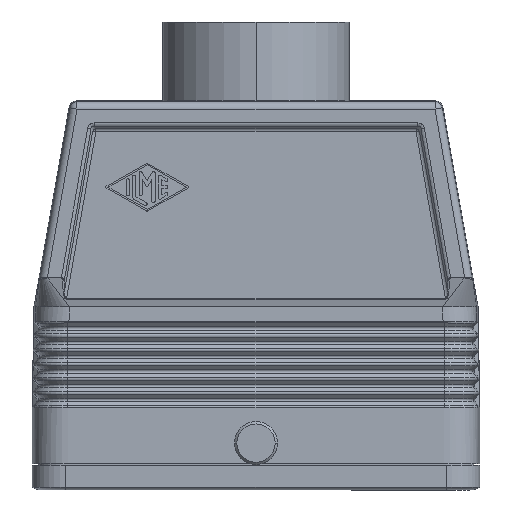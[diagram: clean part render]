
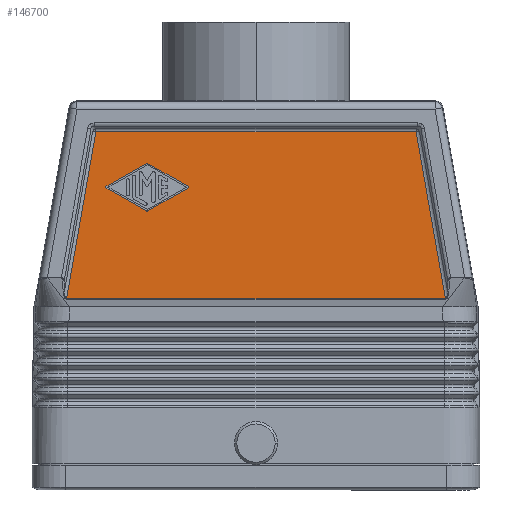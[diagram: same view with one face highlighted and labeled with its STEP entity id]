
A CAD part, left-side view. The second image highlights one B-rep face of the part: STEP entity #146700.
In plain terms, the highlighted planar face has unit normal (-1, 0, 0).
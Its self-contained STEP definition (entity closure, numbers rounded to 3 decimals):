
#86950=CARTESIAN_POINT('',(374.083,-12.317,
48.893));
#86960=DIRECTION('',(1.,0.,0.));
#86970=DIRECTION('',(0.,1.,0.));
#86980=AXIS2_PLACEMENT_3D('',#86950,#86960,#86970);
#86990=PLANE('',#86980);
#139730=CARTESIAN_POINT('',(374.083,56.725,
34.925));
#139740=VERTEX_POINT('',#139730);
#139770=CARTESIAN_POINT('',(374.083,-2.633,
34.925));
#139780=DIRECTION('',(0.,-1.,0.));
#139790=VECTOR('',#139780,1.);
#139800=LINE('',#139770,#139790);
#139810=CARTESIAN_POINT('',(374.083,-22.413,
34.925));
#139820=VERTEX_POINT('',#139810);
#139830=EDGE_CURVE('',#139740,#139820,#139800,.T.);
#143970=CARTESIAN_POINT('',(374.083,-16.265,
69.818));
#143980=VERTEX_POINT('',#143970);
#144030=CARTESIAN_POINT('',(374.083,44.373,
69.818));
#144040=DIRECTION('',(0.,1.,0.));
#144050=VECTOR('',#144040,1.);
#144060=LINE('',#144030,#144050);
#144070=CARTESIAN_POINT('',(374.083,50.578,
69.818));
#144080=VERTEX_POINT('',#144070);
#144090=EDGE_CURVE('',#143980,#144080,#144060,.T.);
#145220=CARTESIAN_POINT('',(374.083,-26.411,
12.233));
#145230=DIRECTION('',(0.,-0.174,-0.985));
#145240=VECTOR('',#145230,1.);
#145250=LINE('',#145220,#145240);
#145260=EDGE_CURVE('',#143980,#139820,#145250,.T.);
#145890=ORIENTED_EDGE('',*,*,#139830,.T.);
#145900=CARTESIAN_POINT('',(374.083,60.723,
12.233));
#145910=DIRECTION('',(0.,0.174,-0.985));
#145920=VECTOR('',#145910,1.);
#145930=LINE('',#145900,#145920);
#145940=EDGE_CURVE('',#144080,#139740,#145930,.T.);
#145950=ORIENTED_EDGE('',*,*,#145940,.T.);
#145960=ORIENTED_EDGE('',*,*,#144090,.T.);
#145970=ORIENTED_EDGE('',*,*,#145260,.F.);
#145980=EDGE_LOOP('',(#145970,#145960,#145950,#145890));
#145990=FACE_OUTER_BOUND('',#145980,.T.);
#146000=CARTESIAN_POINT('',(374.083,44.373,
65.836));
#146010=DIRECTION('',(0.,0.868,0.496));
#146020=VECTOR('',#146010,1.);
#146030=LINE('',#146000,#146020);
#146040=CARTESIAN_POINT('',(374.083,31.324,
58.377));
#146050=VERTEX_POINT('',#146040);
#146060=CARTESIAN_POINT('',(374.083,39.741,
63.188));
#146070=VERTEX_POINT('',#146060);
#146080=EDGE_CURVE('',#146050,#146070,#146030,.T.);
#146090=ORIENTED_EDGE('',*,*,#146080,.F.);
#146100=CARTESIAN_POINT('',(374.083,39.906,
62.899));
#146110=DIRECTION('',(-1.,0.,0.));
#146120=DIRECTION('',(0.,-1.,0.));
#146130=AXIS2_PLACEMENT_3D('',#146100,#146110,#146120);
#146140=CIRCLE('',#146130,0.333);
#146150=CARTESIAN_POINT('',(374.083,40.072,
63.188));
#146160=VERTEX_POINT('',#146150);
#146170=EDGE_CURVE('',#146070,#146160,#146140,.T.);
#146180=ORIENTED_EDGE('',*,*,#146170,.F.);
#146190=CARTESIAN_POINT('',(374.083,44.373,
60.73));
#146200=DIRECTION('',(0.,0.868,-0.496));
#146210=VECTOR('',#146200,1.);
#146220=LINE('',#146190,#146210);
#146230=CARTESIAN_POINT('',(374.083,48.488,
58.377));
#146240=VERTEX_POINT('',#146230);
#146250=EDGE_CURVE('',#146160,#146240,#146220,.T.);
#146260=ORIENTED_EDGE('',*,*,#146250,.F.);
#146270=CARTESIAN_POINT('',(374.083,48.405,
58.233));
#146280=DIRECTION('',(-1.,0.,0.));
#146290=DIRECTION('',(0.,-1.,0.));
#146300=AXIS2_PLACEMENT_3D('',#146270,#146280,#146290);
#146310=CIRCLE('',#146300,0.167);
#146320=CARTESIAN_POINT('',(374.083,48.488,
58.088));
#146330=VERTEX_POINT('',#146320);
#146340=EDGE_CURVE('',#146240,#146330,#146310,.T.);
#146350=ORIENTED_EDGE('',*,*,#146340,.F.);
#146360=CARTESIAN_POINT('',(374.083,44.373,
55.735));
#146370=DIRECTION('',(0.,-0.868,-0.496));
#146380=VECTOR('',#146370,1.);
#146390=LINE('',#146360,#146380);
#146400=CARTESIAN_POINT('',(374.083,40.072,
53.277));
#146410=VERTEX_POINT('',#146400);
#146420=EDGE_CURVE('',#146330,#146410,#146390,.T.);
#146430=ORIENTED_EDGE('',*,*,#146420,.F.);
#146440=CARTESIAN_POINT('',(374.083,39.906,
53.566));
#146450=DIRECTION('',(-1.,0.,0.));
#146460=DIRECTION('',(0.,-1.,0.));
#146470=AXIS2_PLACEMENT_3D('',#146440,#146450,#146460);
#146480=CIRCLE('',#146470,0.333);
#146490=CARTESIAN_POINT('',(374.083,39.741,
53.277));
#146500=VERTEX_POINT('',#146490);
#146510=EDGE_CURVE('',#146410,#146500,#146480,.T.);
#146520=ORIENTED_EDGE('',*,*,#146510,.F.);
#146530=CARTESIAN_POINT('',(374.083,44.373,
50.63));
#146540=DIRECTION('',(0.,-0.868,0.496));
#146550=VECTOR('',#146540,1.);
#146560=LINE('',#146530,#146550);
#146570=CARTESIAN_POINT('',(374.083,31.324,
58.088));
#146580=VERTEX_POINT('',#146570);
#146590=EDGE_CURVE('',#146500,#146580,#146560,.T.);
#146600=ORIENTED_EDGE('',*,*,#146590,.F.);
#146610=CARTESIAN_POINT('',(374.083,31.407,
58.233));
#146620=DIRECTION('',(-1.,0.,0.));
#146630=DIRECTION('',(0.,-1.,0.));
#146640=AXIS2_PLACEMENT_3D('',#146610,#146620,#146630);
#146650=CIRCLE('',#146640,0.167);
#146660=EDGE_CURVE('',#146580,#146050,#146650,.T.);
#146670=ORIENTED_EDGE('',*,*,#146660,.F.);
#146680=EDGE_LOOP('',(#146670,#146600,#146520,#146430,#146350,#146260,
#146180,#146090));
#146690=FACE_BOUND('',#146680,.T.);
#146700=ADVANCED_FACE('',(#145990,#146690),#86990,.F.);
